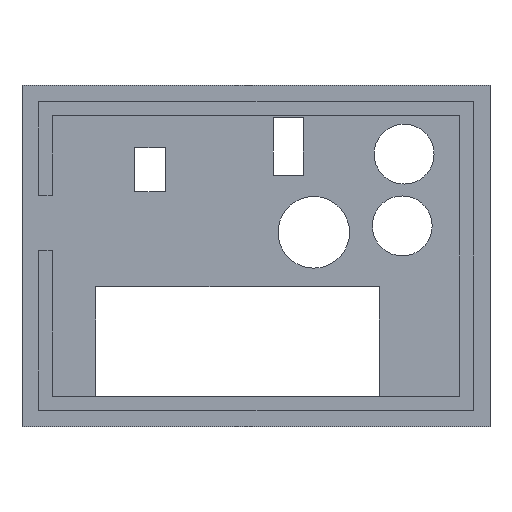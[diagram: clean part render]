
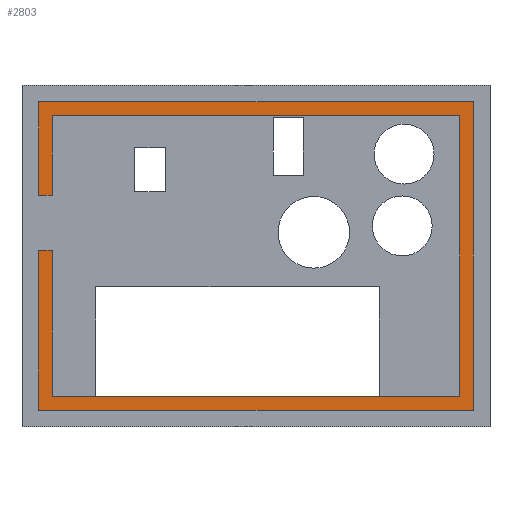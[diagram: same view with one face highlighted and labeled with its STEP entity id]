
A CAD part, front view. The second image highlights one B-rep face of the part: STEP entity #2803.
In plain terms, the highlighted planar face has unit normal (0, -1, 0).
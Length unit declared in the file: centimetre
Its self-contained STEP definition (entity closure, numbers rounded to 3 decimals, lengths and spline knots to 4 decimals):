
#13 = EDGE_CURVE ( 'NONE', #1025, #723, #2943, .T. ) ;
#108 = CARTESIAN_POINT ( 'NONE',  ( -3.7, -0.4, 0.1 ) ) ;
#169 = CARTESIAN_POINT ( 'NONE',  ( -3.95, -0.4, 2.8 ) ) ;
#291 = ORIENTED_EDGE ( 'NONE', *, *, #4231, .F. ) ;
#307 = VECTOR ( 'NONE', #4081, 100. ) ;
#492 = EDGE_CURVE ( 'NONE', #6590, #7039, #9708, .T. ) ;
#514 = LINE ( 'NONE', #9001, #10213 ) ;
#723 = VERTEX_POINT ( 'NONE', #7741 ) ;
#1025 = VERTEX_POINT ( 'NONE', #8694 ) ;
#1199 = EDGE_CURVE ( 'NONE', #4393, #10304, #514, .T. ) ;
#1249 = CARTESIAN_POINT ( 'NONE',  ( 3.7, -0.4, 2.55 ) ) ;
#1327 = DIRECTION ( 'NONE',  ( 1., 0., 0. ) ) ;
#1341 = VERTEX_POINT ( 'NONE', #2649 ) ;
#1353 = EDGE_CURVE ( 'NONE', #723, #1934, #7906, .T. ) ;
#1411 = VECTOR ( 'NONE', #1327, 100. ) ;
#1565 = ORIENTED_EDGE ( 'NONE', *, *, #492, .T. ) ;
#1868 = CARTESIAN_POINT ( 'NONE',  ( 3.95, -0.4, 2.8 ) ) ;
#1910 = VECTOR ( 'NONE', #5020, 100. ) ;
#1934 = VERTEX_POINT ( 'NONE', #5730 ) ;
#2012 = ORIENTED_EDGE ( 'NONE', *, *, #2374, .F. ) ;
#2053 = CARTESIAN_POINT ( 'NONE',  ( -3.95, -0.4, -2.8 ) ) ;
#2185 = VECTOR ( 'NONE', #7279, 100. ) ;
#2206 = DIRECTION ( 'NONE',  ( 0., 0., -1. ) ) ;
#2282 = DIRECTION ( 'NONE',  ( 0., 0., 1. ) ) ;
#2290 = VECTOR ( 'NONE', #6389, 100. ) ;
#2343 = VERTEX_POINT ( 'NONE', #9498 ) ;
#2374 = EDGE_CURVE ( 'NONE', #1341, #4393, #7131, .T. ) ;
#2455 = DIRECTION ( 'NONE',  ( 0., 0., 1. ) ) ;
#2467 = CARTESIAN_POINT ( 'NONE',  ( -3.95, -0.4, -2.8 ) ) ;
#2561 = EDGE_LOOP ( 'NONE', ( #5001, #2012, #7540, #1565, #10703, #8159, #5164, #291, #4128, #7590, #3164, #5277 ) ) ;
#2636 = AXIS2_PLACEMENT_3D ( 'NONE', #3046, #8254, #2282 ) ;
#2649 = CARTESIAN_POINT ( 'NONE',  ( -3.95, -0.4, 0.1 ) ) ;
#2767 = CARTESIAN_POINT ( 'NONE',  ( -3.7, -0.4, -2.55 ) ) ;
#2803 = ADVANCED_FACE ( 'NONE', ( #4909 ), #10617, .F. ) ;
#2943 = LINE ( 'NONE', #1249, #2290 ) ;
#3044 = EDGE_CURVE ( 'NONE', #3382, #7963, #3857, .T. ) ;
#3046 = CARTESIAN_POINT ( 'NONE',  ( 0., -0.4, 0. ) ) ;
#3164 = ORIENTED_EDGE ( 'NONE', *, *, #5458, .F. ) ;
#3382 = VERTEX_POINT ( 'NONE', #169 ) ;
#3573 = LINE ( 'NONE', #9642, #4811 ) ;
#3598 = LINE ( 'NONE', #6000, #3735 ) ;
#3610 = CARTESIAN_POINT ( 'NONE',  ( 3.95, -0.4, -2.8 ) ) ;
#3685 = DIRECTION ( 'NONE',  ( 0., 0., -1. ) ) ;
#3735 = VECTOR ( 'NONE', #9350, 100. ) ;
#3857 = LINE ( 'NONE', #2467, #5283 ) ;
#4081 = DIRECTION ( 'NONE',  ( -1., 0., 0. ) ) ;
#4117 = EDGE_CURVE ( 'NONE', #7039, #8911, #3573, .T. ) ;
#4128 = ORIENTED_EDGE ( 'NONE', *, *, #1353, .F. ) ;
#4231 = EDGE_CURVE ( 'NONE', #1934, #7963, #8819, .T. ) ;
#4393 = VERTEX_POINT ( 'NONE', #108 ) ;
#4563 = EDGE_CURVE ( 'NONE', #10304, #2343, #8308, .T. ) ;
#4656 = DIRECTION ( 'NONE',  ( 1., 0., 0. ) ) ;
#4811 = VECTOR ( 'NONE', #6145, 100. ) ;
#4813 = VECTOR ( 'NONE', #4656, 100. ) ;
#4909 = FACE_OUTER_BOUND ( 'NONE', #2561, .T. ) ;
#5001 = ORIENTED_EDGE ( 'NONE', *, *, #1199, .F. ) ;
#5020 = DIRECTION ( 'NONE',  ( 1., 0., 0. ) ) ;
#5164 = ORIENTED_EDGE ( 'NONE', *, *, #3044, .T. ) ;
#5277 = ORIENTED_EDGE ( 'NONE', *, *, #4563, .F. ) ;
#5283 = VECTOR ( 'NONE', #6692, 100. ) ;
#5458 = EDGE_CURVE ( 'NONE', #2343, #1025, #7676, .T. ) ;
#5701 = CARTESIAN_POINT ( 'NONE',  ( -3.95, -0.4, -2.8 ) ) ;
#5730 = CARTESIAN_POINT ( 'NONE',  ( -3.7, -0.4, 1.1 ) ) ;
#5796 = CARTESIAN_POINT ( 'NONE',  ( 3.7, -0.4, -2.55 ) ) ;
#6000 = CARTESIAN_POINT ( 'NONE',  ( -3.95, -0.4, -2.8 ) ) ;
#6102 = CARTESIAN_POINT ( 'NONE',  ( -3.7, -0.4, -2.55 ) ) ;
#6145 = DIRECTION ( 'NONE',  ( 0., 0., 1. ) ) ;
#6272 = EDGE_CURVE ( 'NONE', #1341, #6590, #3598, .T. ) ;
#6389 = DIRECTION ( 'NONE',  ( -1., 0., 0. ) ) ;
#6590 = VERTEX_POINT ( 'NONE', #2053 ) ;
#6692 = DIRECTION ( 'NONE',  ( 0., 0., -1. ) ) ;
#6726 = CARTESIAN_POINT ( 'NONE',  ( -3.95, -0.4, 2.8 ) ) ;
#6908 = EDGE_CURVE ( 'NONE', #8911, #3382, #8203, .T. ) ;
#7039 = VERTEX_POINT ( 'NONE', #3610 ) ;
#7131 = LINE ( 'NONE', #7899, #4813 ) ;
#7279 = DIRECTION ( 'NONE',  ( -1., 0., 0. ) ) ;
#7392 = VECTOR ( 'NONE', #3685, 100. ) ;
#7540 = ORIENTED_EDGE ( 'NONE', *, *, #6272, .T. ) ;
#7590 = ORIENTED_EDGE ( 'NONE', *, *, #13, .F. ) ;
#7676 = LINE ( 'NONE', #5796, #9776 ) ;
#7741 = CARTESIAN_POINT ( 'NONE',  ( -3.7, -0.4, 2.55 ) ) ;
#7899 = CARTESIAN_POINT ( 'NONE',  ( 4.2501, -0.4, 0.1 ) ) ;
#7906 = LINE ( 'NONE', #6102, #7392 ) ;
#7963 = VERTEX_POINT ( 'NONE', #8380 ) ;
#8107 = CARTESIAN_POINT ( 'NONE',  ( 4.2501, -0.4, 1.1 ) ) ;
#8159 = ORIENTED_EDGE ( 'NONE', *, *, #6908, .T. ) ;
#8203 = LINE ( 'NONE', #6726, #307 ) ;
#8254 = DIRECTION ( 'NONE',  ( 0., 1., 0. ) ) ;
#8308 = LINE ( 'NONE', #10003, #1910 ) ;
#8380 = CARTESIAN_POINT ( 'NONE',  ( -3.95, -0.4, 1.1 ) ) ;
#8694 = CARTESIAN_POINT ( 'NONE',  ( 3.7, -0.4, 2.55 ) ) ;
#8819 = LINE ( 'NONE', #8107, #2185 ) ;
#8911 = VERTEX_POINT ( 'NONE', #1868 ) ;
#9001 = CARTESIAN_POINT ( 'NONE',  ( -3.7, -0.4, -2.55 ) ) ;
#9350 = DIRECTION ( 'NONE',  ( 0., 0., -1. ) ) ;
#9498 = CARTESIAN_POINT ( 'NONE',  ( 3.7, -0.4, -2.55 ) ) ;
#9642 = CARTESIAN_POINT ( 'NONE',  ( 3.95, -0.4, -2.8 ) ) ;
#9708 = LINE ( 'NONE', #5701, #1411 ) ;
#9776 = VECTOR ( 'NONE', #2455, 100. ) ;
#10003 = CARTESIAN_POINT ( 'NONE',  ( 3.7, -0.4, -2.55 ) ) ;
#10213 = VECTOR ( 'NONE', #2206, 100. ) ;
#10304 = VERTEX_POINT ( 'NONE', #2767 ) ;
#10617 = PLANE ( 'NONE',  #2636 ) ;
#10703 = ORIENTED_EDGE ( 'NONE', *, *, #4117, .T. ) ;
